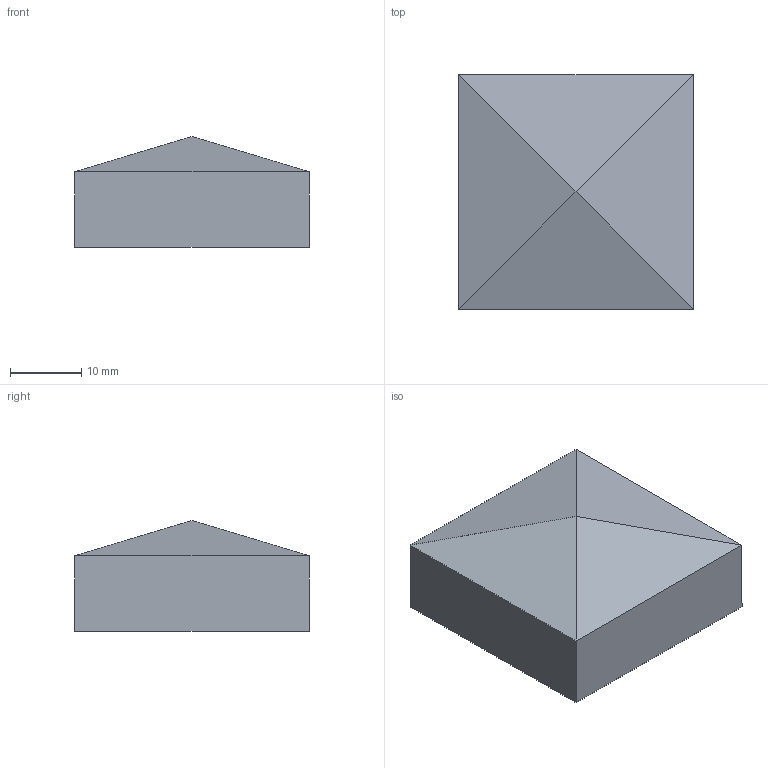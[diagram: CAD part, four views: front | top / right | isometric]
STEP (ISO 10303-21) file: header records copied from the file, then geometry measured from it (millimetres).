
FILE_DESCRIPTION(/* description */ (''),/* implementation_level */ '2;1');
FILE_NAME(/* name */ 'Pyramidenkappen_X128.stp',/* time_stamp */ '2017-06-03T13:36:21+02:00',/* author */ (''),/* organization */ (''),/* preprocessor_version */ 'ST-DEVELOPER v16',/* originating_system */ 'SIEMENS PLM Software NX 11.0',/* authorisation */ '');
FILE_SCHEMA (('AUTOMOTIVE_DESIGN { 1 0 10303 214 3 1 1 1 }'));
Length unit declared in the file: millimetre
Products named in the file (1): Goge00E8C86Eyyq5
Bounding box: 33 x 33 x 15.57 mm (x, y, z)
Volume: 6261.7 mm3; surface area: 4564.8 mm2
Topology: 1 solids, 1 shells, 17 faces, 32 edges, 18 vertices
Faces by surface type: plane 17
Entity records: 438 total; most frequent: DIRECTION 68, CARTESIAN_POINT 68, ORIENTED_EDGE 64, EDGE_CURVE 32, LINE 32, VECTOR 32, EDGE_LOOP 18, VERTEX_POINT 18
